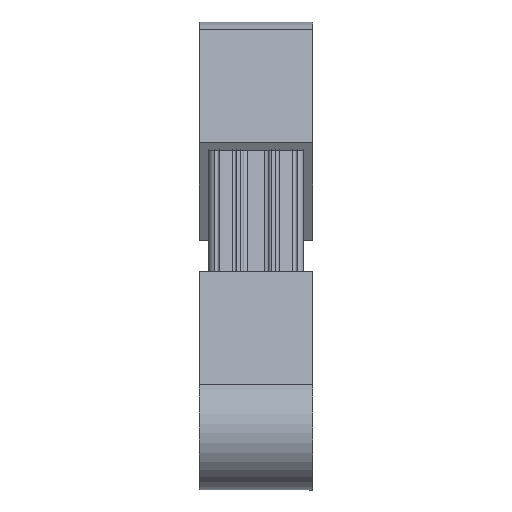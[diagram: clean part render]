
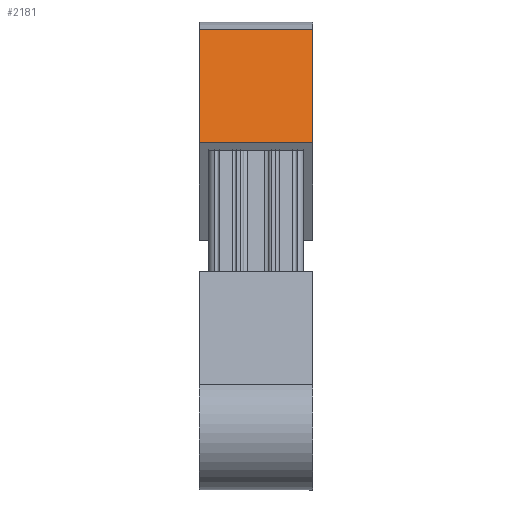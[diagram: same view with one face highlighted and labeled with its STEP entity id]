
A CAD part, left-side view. The second image highlights one B-rep face of the part: STEP entity #2181.
In plain terms, the highlighted face is planar.
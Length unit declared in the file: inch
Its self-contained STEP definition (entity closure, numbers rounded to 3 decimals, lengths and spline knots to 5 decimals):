
#211=FACE_OUTER_BOUND('',#328,.T.);
#328=EDGE_LOOP('',(#1496,#1497,#1498,#1499));
#471=LINE('',#3301,#696);
#472=LINE('',#3304,#697);
#473=LINE('',#3306,#698);
#474=LINE('',#3307,#699);
#696=VECTOR('',#2605,0.3937);
#697=VECTOR('',#2608,0.3937);
#698=VECTOR('',#2609,0.3937);
#699=VECTOR('',#2610,0.3937);
#909=VERTEX_POINT('',#3297);
#910=VERTEX_POINT('',#3299);
#911=VERTEX_POINT('',#3303);
#912=VERTEX_POINT('',#3305);
#1143=EDGE_CURVE('',#909,#910,#471,.T.);
#1144=EDGE_CURVE('',#909,#911,#472,.T.);
#1145=EDGE_CURVE('',#912,#910,#473,.T.);
#1146=EDGE_CURVE('',#911,#912,#474,.T.);
#1496=ORIENTED_EDGE('',*,*,#1144,.F.);
#1497=ORIENTED_EDGE('',*,*,#1143,.T.);
#1498=ORIENTED_EDGE('',*,*,#1145,.F.);
#1499=ORIENTED_EDGE('',*,*,#1146,.F.);
#2119=PLANE('',#2324);
#2181=ADVANCED_FACE('',(#211),#2119,.T.);
#2324=AXIS2_PLACEMENT_3D('',#3302,#2606,#2607);
#2605=DIRECTION('',(0.,1.,0.));
#2606=DIRECTION('center_axis',(1.,0.,0.));
#2607=DIRECTION('ref_axis',(0.,0.,-1.));
#2608=DIRECTION('',(0.,0.,1.));
#2609=DIRECTION('',(0.,0.,-1.));
#2610=DIRECTION('',(0.,1.,0.));
#3297=CARTESIAN_POINT('',(0.59055,0.,-2.3622));
#3299=CARTESIAN_POINT('',(0.59055,1.1811,-2.3622));
#3301=CARTESIAN_POINT('',(0.59055,0.,-2.3622));
#3302=CARTESIAN_POINT('Origin',(0.59055,0.,0.));
#3303=CARTESIAN_POINT('',(0.59055,0.,0.));
#3304=CARTESIAN_POINT('',(0.59055,0.,-2.3622));
#3305=CARTESIAN_POINT('',(0.59055,1.1811,0.));
#3306=CARTESIAN_POINT('',(0.59055,1.1811,-2.3622));
#3307=CARTESIAN_POINT('',(0.59055,0.,0.));
